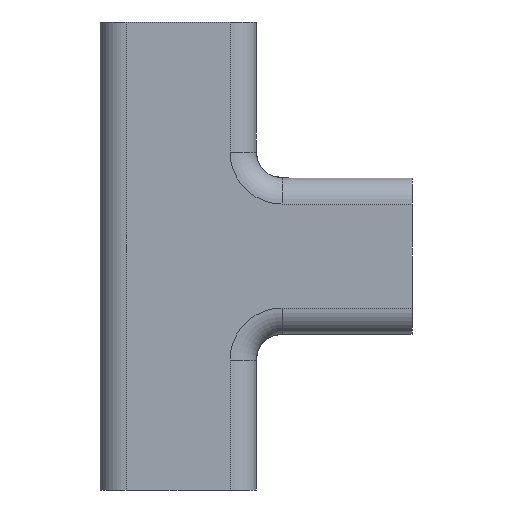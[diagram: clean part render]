
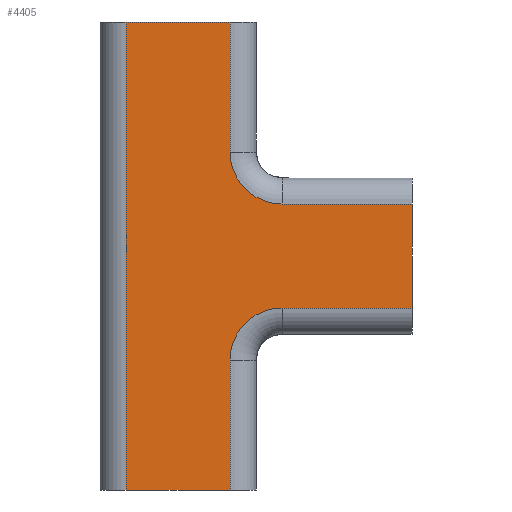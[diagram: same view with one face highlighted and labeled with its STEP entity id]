
A CAD part, front view. The second image highlights one B-rep face of the part: STEP entity #4405.
In plain terms, the highlighted planar face has unit normal (0, -1, 0).
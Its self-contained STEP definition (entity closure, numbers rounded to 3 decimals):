
#67=PLANE('',#4800);
#338=LINE('',#9451,#714);
#340=LINE('',#9457,#716);
#352=LINE('',#9499,#728);
#353=LINE('',#9501,#729);
#354=LINE('',#9505,#730);
#355=LINE('',#9507,#731);
#356=LINE('',#9509,#732);
#357=LINE('',#9512,#733);
#714=VECTOR('',#5699,10.);
#716=VECTOR('',#5705,10.);
#728=VECTOR('',#5741,10.);
#729=VECTOR('',#5742,10.);
#730=VECTOR('',#5745,10.);
#731=VECTOR('',#5746,10.);
#732=VECTOR('',#5747,10.);
#733=VECTOR('',#5750,10.);
#1090=FACE_OUTER_BOUND('',#1319,.T.);
#1319=EDGE_LOOP('',(#3336,#3337,#3338,#3339,#3340,#3341,#3342,#3343,#3344,
#3345));
#1603=CIRCLE('',#4801,10.);
#1604=CIRCLE('',#4802,10.);
#1993=VERTEX_POINT('',#9448);
#1994=VERTEX_POINT('',#9450);
#1996=VERTEX_POINT('',#9456);
#2014=VERTEX_POINT('',#9498);
#2015=VERTEX_POINT('',#9500);
#2016=VERTEX_POINT('',#9502);
#2017=VERTEX_POINT('',#9504);
#2018=VERTEX_POINT('',#9506);
#2019=VERTEX_POINT('',#9508);
#2020=VERTEX_POINT('',#9510);
#2513=EDGE_CURVE('',#1993,#1994,#338,.T.);
#2516=EDGE_CURVE('',#1994,#1996,#340,.T.);
#2539=EDGE_CURVE('',#1993,#2014,#352,.T.);
#2540=EDGE_CURVE('',#2015,#2014,#353,.T.);
#2541=EDGE_CURVE('',#2016,#2015,#1603,.T.);
#2542=EDGE_CURVE('',#2017,#2016,#354,.T.);
#2543=EDGE_CURVE('',#2017,#2018,#355,.T.);
#2544=EDGE_CURVE('',#2019,#2018,#356,.T.);
#2545=EDGE_CURVE('',#2020,#2019,#1604,.T.);
#2546=EDGE_CURVE('',#1996,#2020,#357,.T.);
#3336=ORIENTED_EDGE('',*,*,#2513,.F.);
#3337=ORIENTED_EDGE('',*,*,#2539,.T.);
#3338=ORIENTED_EDGE('',*,*,#2540,.F.);
#3339=ORIENTED_EDGE('',*,*,#2541,.F.);
#3340=ORIENTED_EDGE('',*,*,#2542,.F.);
#3341=ORIENTED_EDGE('',*,*,#2543,.T.);
#3342=ORIENTED_EDGE('',*,*,#2544,.F.);
#3343=ORIENTED_EDGE('',*,*,#2545,.F.);
#3344=ORIENTED_EDGE('',*,*,#2546,.F.);
#3345=ORIENTED_EDGE('',*,*,#2516,.F.);
#4405=ADVANCED_FACE('',(#1090),#67,.T.);
#4800=AXIS2_PLACEMENT_3D('',#9497,#5739,#5740);
#4801=AXIS2_PLACEMENT_3D('',#9503,#5743,#5744);
#4802=AXIS2_PLACEMENT_3D('',#9511,#5748,#5749);
#5699=DIRECTION('',(0.,0.,1.));
#5705=DIRECTION('',(1.,0.,0.));
#5739=DIRECTION('center_axis',(0.,-1.,0.));
#5740=DIRECTION('ref_axis',(1.,0.,0.));
#5741=DIRECTION('',(1.,0.,0.));
#5742=DIRECTION('',(0.,0.,-1.));
#5743=DIRECTION('center_axis',(0.,-1.,0.));
#5744=DIRECTION('ref_axis',(-0.707,0.,0.707));
#5745=DIRECTION('',(-1.,0.,0.));
#5746=DIRECTION('',(0.,0.,1.));
#5747=DIRECTION('',(1.,0.,0.));
#5748=DIRECTION('center_axis',(0.,-1.,0.));
#5749=DIRECTION('ref_axis',(-0.707,0.,-0.707));
#5750=DIRECTION('',(0.,0.,-1.));
#9448=CARTESIAN_POINT('',(-25.,-30.,-45.));
#9450=CARTESIAN_POINT('',(-25.,-30.,45.));
#9451=CARTESIAN_POINT('',(-25.,-30.,0.));
#9456=CARTESIAN_POINT('',(-5.,-30.,45.));
#9457=CARTESIAN_POINT('',(-30.,-30.,45.));
#9497=CARTESIAN_POINT('Origin',(-30.,-30.,0.));
#9498=CARTESIAN_POINT('',(-5.,-30.,-45.));
#9499=CARTESIAN_POINT('',(-30.,-30.,-45.));
#9500=CARTESIAN_POINT('',(-5.,-30.,-20.));
#9501=CARTESIAN_POINT('',(-5.,-30.,-7.5));
#9502=CARTESIAN_POINT('',(5.,-30.,-10.));
#9503=CARTESIAN_POINT('Origin',(5.,-30.,-20.));
#9504=CARTESIAN_POINT('',(30.,-30.,-10.));
#9505=CARTESIAN_POINT('',(-15.,-30.,-10.));
#9506=CARTESIAN_POINT('',(30.,-30.,10.));
#9507=CARTESIAN_POINT('',(30.,-30.,0.));
#9508=CARTESIAN_POINT('',(5.,-30.,10.));
#9509=CARTESIAN_POINT('',(-15.,-30.,10.));
#9510=CARTESIAN_POINT('',(-5.,-30.,20.));
#9511=CARTESIAN_POINT('Origin',(5.,-30.,20.));
#9512=CARTESIAN_POINT('',(-5.,-30.,7.5));
